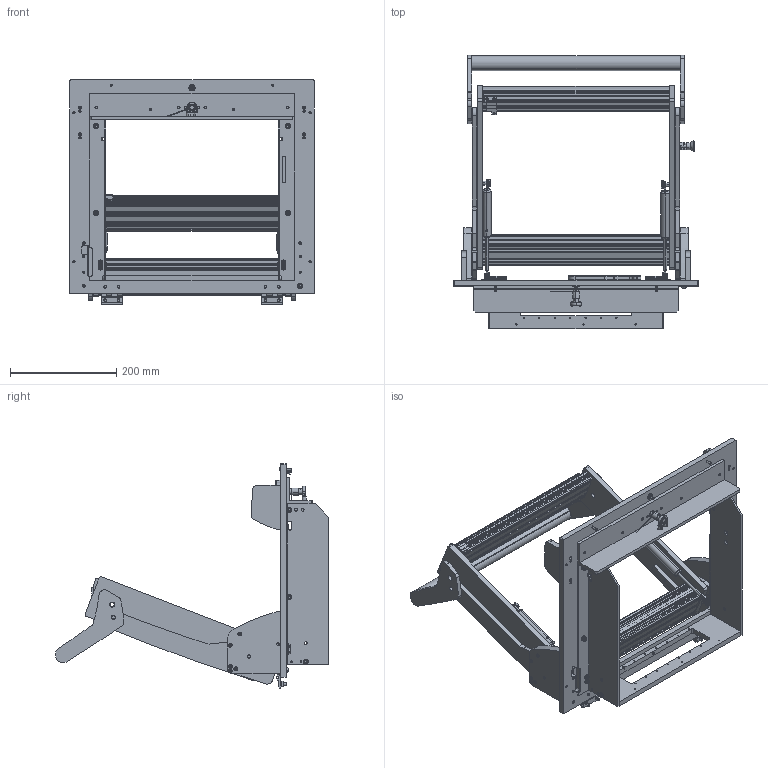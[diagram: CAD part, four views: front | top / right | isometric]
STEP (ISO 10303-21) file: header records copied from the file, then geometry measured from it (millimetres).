
FILE_DESCRIPTION (( 'STEP AP214' ), '1' );
FILE_NAME ('INGUN_35650_open.STEP', '2023-03-08T10:15:31', ( '' ), ( '' ), 'SwSTEP 2.0', 'SolidWorks 2021', '' );
FILE_SCHEMA (( 'AUTOMOTIVE_DESIGN' ));
Length unit declared in the file: millimetre
Products named in the file (71): 39894~2_KUNDE<S>; 114566~0_S; 109951~0_KUNDE<S>; 30955~0_S; K_02037~0; 39891~3_KUNDE<S>; DIN6325~n_04,0m6x024; DIN6325~n_04,0m6x014; 35151~0_S; 35664~1_S; 2281~0; 55713~1_KUNDE<S>; 35097~0; DIN6325~n_04,0m6x016; 109934~0_KUNDE<S>; 112086~2_S; 30915~0; 34328~1_S; 38786~1_Einbau max 185,5 <Standard>; DIN912~n_M04,0x016; 32587~6_S; DIN125~n_05,3 M05,0 Fase; DIN6325~n_02,0m6x020; 35714~3_S; 49317~0; 53836~2_KUNDE<S>; 31788~1; 35649~1_S; ISO7380~n_M05,0x008; 53838~0_S; 31109~0; 109128~0_offen <S>; DIN7991~n_M03,0x016 VA; DIN125~n_04,3 M04,0; ASR~asr_拱04,2x07x拌8; DIN912~n_M04,0x012; 53839~0_S; 57801~2_S; 35662~11_S; 35651~1_S ...
Assembly tree (129 placements, depth 5):
  INGUN_35650_open
    109770~1_offen<S>
      35648~17
      35661~4_S
      35662~11_S
      35663~9_S
      2281~0_180ø<Standard>  x2
        2281~0
      112064~0_S  x2
      53031~0_S
      35649~1_S
      35651~1_S
      31253~0_S
      30955~0_S
      30915~0
      ASR~asr_拱04,2x07x拌8  x2
      2528~0  x2
      31109~0
      35664~1_S
      114566~0_S  x2
        112087~1_S
          111995~1_S
          112086~2_S
          DIN125~n_05,3 M05,0 Fase
        49317~0
        DIN912~n_M04,0x016
        DIN125~n_04,3 M04,0
        DIN125~n_06,4 M06,0 Fase
      DIN6325~n_04,0m6x016  x2
      DIN7991~n_M05,0x020  x6
      DIN7991~n_M05,0x016  x12
      DIN125~n_05,3 M05,0 Fase  x4
      DIN985-A2~n_M05,0  x4
      DIN6325~n_04,0m6x024
      DIN7991~n_M03,0x016 VA  x2
      DIN912~n_M04,0x012
      DIN6325~n_02,0m6x020
      DIN6325~n_03,0m6x010  x4
      ISO7380~n_M05,0x008  x2
    109934~0_KUNDE<S>
      53836~2_KUNDE<S>
      53837~3_KUNDE<S>
      34328~1_S  x2
      53839~0_S
      53838~0_S
      32587~6_S
      35097~0
      35716~2
      35151~0_S
      32578~1_S  x2
      ISO7380~n_M03,0x005  x2
      57801~2_S  x2
      49317~0  x2
      DIN125~n_06,4 M06,0 Fase  x2
    109949~0_KUNDE<S>
      55713~1_KUNDE<S>
    109950~0_KUNDE<S>
      55713~1_KUNDE<S>
    39892~7_KUNDE<S>
    39891~3_KUNDE<S>
Bounding box: 460 x 513.89 x 421.5 mm (x, y, z)
Volume: 3372579.6 mm3; surface area: 1414631.7 mm2
Topology: 132 solids, 132 shells, 3485 faces, 8908 edges, 5664 vertices
Faces by surface type: cylinder 1512, plane 1286, cone 503, bspline 93, torus 55, sphere 36
Entity records: 74441 total; most frequent: CARTESIAN_POINT 12990, DIRECTION 12512, ORIENTED_EDGE 11176, EDGE_CURVE 5588, AXIS2_PLACEMENT_3D 4747, VERTEX_POINT 3608, VECTOR 3018, LINE 3018
